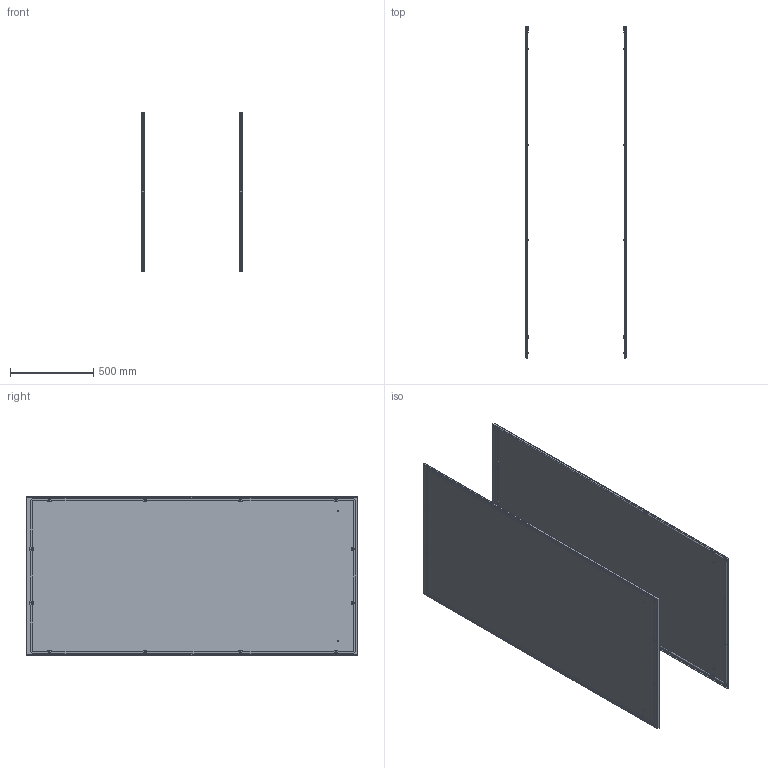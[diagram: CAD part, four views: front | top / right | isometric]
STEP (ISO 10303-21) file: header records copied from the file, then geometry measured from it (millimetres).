
FILE_DESCRIPTION (( 'STEP AP203' ), '1' );
FILE_NAME ('UR43500200610 Ñòåíêà áîêîâàÿ RS52 200.100 (2øò) (000.801.435-03) .STEP', '2022-04-12T09:28:15', ( '' ), ( '' ), 'SwSTEP 2.0', 'SolidWorks 2017', '' );
FILE_SCHEMA (( 'CONFIG_CONTROL_DESIGN' ));
Length unit declared in the file: millimetre
Products named in the file (7): UR43500200610 Ñòåíêà áîêîâàÿ RS52 200.100 (2øò)  (000.801.435-03) ; Øïèëüêà çàçåìëåíèÿ CKF CS_Œ6å16; Âèíò ISO 7380-2 TX_Œ5å12; 005-342 Ïàíåëü ñòåíêè áîêîâîé RS52 200.00_03 (00.100); 000.132.178 Îñíîâàíèå ñòåíêè áîêîâîé RS52 200.00_03 (00.100); Óïëîòíèòåëü ÏÏÓ äëÿ ñòåíêè áîêîâîé RS52_23 (200å100); 000.130.404 Ñòåíêà áîêîâàÿ RS52 200.00_03 (00.100)
Assembly tree (31 placements, depth 4):
  UR43500200610 Ñòåíêà áîêîâàÿ RS52 200.100 (2øò)  (000.801.435-03) 
    000.130.404 Ñòåíêà áîêîâàÿ RS52 200.00_03 (00.100)  x2
      000.132.178 Îñíîâàíèå ñòåíêè áîêîâîé RS52 200.00_03 (00.100)
        005-342 Ïàíåëü ñòåíêè áîêîâîé RS52 200.00_03 (00.100)
        Øïèëüêà çàçåìëåíèÿ CKF CS_Œ6å16  x2
      Óïëîòíèòåëü ÏÏÓ äëÿ ñòåíêè áîêîâîé RS52_23 (200å100)
    Âèíò ISO 7380-2 TX_Œ5å12  x24
Bounding box: 608.8 x 1997 x 956 mm (x, y, z)
Volume: 6285733.3 mm3; surface area: 8421234.5 mm2
Topology: 32 solids, 32 shells, 1748 faces, 4888 edges, 3284 vertices
Faces by surface type: cylinder 654, plane 606, torus 364, bspline 68, cone 56
Entity records: 14146 total; most frequent: CARTESIAN_POINT 3330, DIRECTION 2228, ORIENTED_EDGE 1814, AXIS2_PLACEMENT_3D 968, EDGE_CURVE 907, CIRCLE 536, VERTEX_POINT 535, EDGE_LOOP 462
